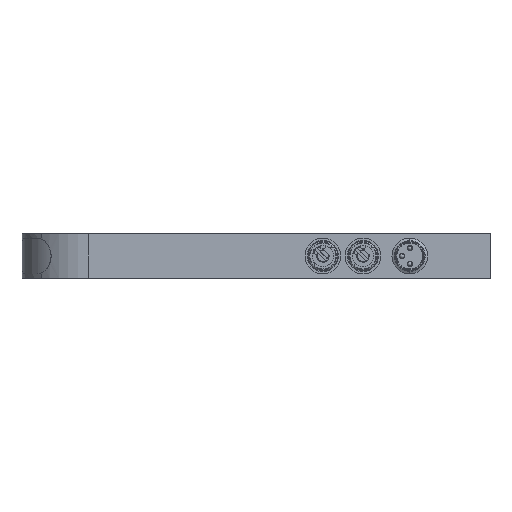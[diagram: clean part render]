
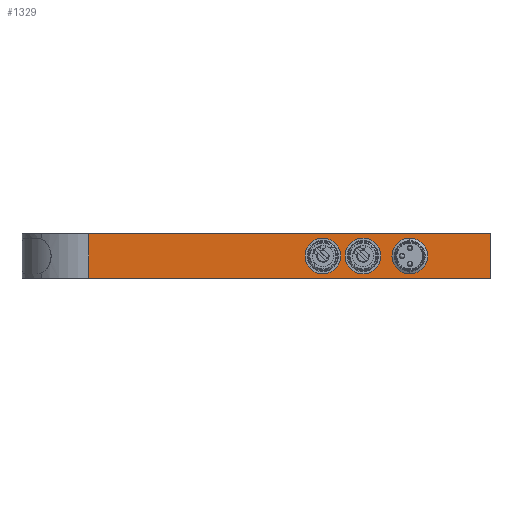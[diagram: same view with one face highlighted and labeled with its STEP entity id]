
A CAD part, front view. The second image highlights one B-rep face of the part: STEP entity #1329.
In plain terms, the highlighted planar face has unit normal (0, -1, 0).
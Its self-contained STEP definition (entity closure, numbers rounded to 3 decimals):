
#1329=ADVANCED_FACE('',(#3516,#3517,#3518,#3519),#3520,.F.);
#3516=FACE_BOUND('',#7157,.T.);
#3517=FACE_BOUND('',#7158,.T.);
#3518=FACE_OUTER_BOUND('',#7159,.T.);
#3519=FACE_BOUND('',#7160,.T.);
#3520=PLANE('',#7161);
#7157=EDGE_LOOP('',(#13811,#13812));
#7158=EDGE_LOOP('',(#13813,#13814));
#7159=EDGE_LOOP('',(#13815,#13816,#13817,#13818));
#7160=EDGE_LOOP('',(#13819,#13820));
#7161=AXIS2_PLACEMENT_3D('',#13821,#13822,#13823);
#13811=ORIENTED_EDGE('',*,*,#17705,.T.);
#13812=ORIENTED_EDGE('',*,*,#17706,.T.);
#13813=ORIENTED_EDGE('',*,*,#17707,.T.);
#13814=ORIENTED_EDGE('',*,*,#17708,.T.);
#13815=ORIENTED_EDGE('',*,*,#17453,.T.);
#13816=ORIENTED_EDGE('',*,*,#17709,.F.);
#13817=ORIENTED_EDGE('',*,*,#17710,.F.);
#13818=ORIENTED_EDGE('',*,*,#17711,.F.);
#13819=ORIENTED_EDGE('',*,*,#17712,.F.);
#13820=ORIENTED_EDGE('',*,*,#17713,.F.);
#13821=CARTESIAN_POINT('',(52.5,0.,5.0));
#13822=DIRECTION('',(-0.0,1.0,0.0));
#13823=DIRECTION('',(1.0,0.0,0.0));
#17453=EDGE_CURVE('',#18590,#18588,#18591,.T.);
#17705=EDGE_CURVE('',#18983,#18984,#18985,.T.);
#17706=EDGE_CURVE('',#18984,#18983,#18986,.T.);
#17707=EDGE_CURVE('',#18987,#18988,#18989,.T.);
#17708=EDGE_CURVE('',#18988,#18987,#18990,.T.);
#17709=EDGE_CURVE('',#18991,#18588,#18992,.T.);
#17710=EDGE_CURVE('',#18993,#18991,#18994,.T.);
#17711=EDGE_CURVE('',#18590,#18993,#18995,.T.);
#17712=EDGE_CURVE('',#18996,#18997,#18998,.T.);
#17713=EDGE_CURVE('',#18997,#18996,#18999,.T.);
#18588=VERTEX_POINT('',#20096);
#18590=VERTEX_POINT('',#20098);
#18591=LINE('',#20099,#20100);
#18983=VERTEX_POINT('',#21051);
#18984=VERTEX_POINT('',#21052);
#18985=CIRCLE('',#21053,4.0);
#18986=CIRCLE('',#21054,4.0);
#18987=VERTEX_POINT('',#21055);
#18988=VERTEX_POINT('',#21056);
#18989=CIRCLE('',#21057,4.0);
#18990=CIRCLE('',#21058,4.0);
#18991=VERTEX_POINT('',#21059);
#18992=LINE('',#21060,#21061);
#18993=VERTEX_POINT('',#21062);
#18994=LINE('',#21063,#21064);
#18995=LINE('',#21065,#21066);
#18996=VERTEX_POINT('',#21067);
#18997=VERTEX_POINT('',#21068);
#18998=CIRCLE('',#21069,3.25);
#18999=CIRCLE('',#21070,3.25);
#20096=CARTESIAN_POINT('',(15.0,0.,0.));
#20098=CARTESIAN_POINT('',(15.0,0.,10.0));
#20099=CARTESIAN_POINT('',(15.0,0.,5.0));
#20100=VECTOR('',#23058,1.0);
#21051=CARTESIAN_POINT('',(63.5,0.,5.0));
#21052=CARTESIAN_POINT('',(71.5,0.,5.0));
#21053=AXIS2_PLACEMENT_3D('',#23385,#23386,#23387);
#21054=AXIS2_PLACEMENT_3D('',#23388,#23389,#23390);
#21055=CARTESIAN_POINT('',(72.5,0.,5.0));
#21056=CARTESIAN_POINT('',(80.5,0.,5.0));
#21057=AXIS2_PLACEMENT_3D('',#23391,#23392,#23393);
#21058=AXIS2_PLACEMENT_3D('',#23394,#23395,#23396);
#21059=CARTESIAN_POINT('',(105.0,0.,0.));
#21060=CARTESIAN_POINT('',(52.5,0.,0.));
#21061=VECTOR('',#23397,1.);
#21062=CARTESIAN_POINT('',(105.0,0.,10.0));
#21063=CARTESIAN_POINT('',(105.0,0.,5.0));
#21064=VECTOR('',#23398,1.0);
#21065=CARTESIAN_POINT('',(52.5,0.,10.0));
#21066=VECTOR('',#23399,1.);
#21067=CARTESIAN_POINT('',(87.0,0.,8.25));
#21068=CARTESIAN_POINT('',(87.0,0.,1.75));
#21069=AXIS2_PLACEMENT_3D('',#23400,#23401,#23402);
#21070=AXIS2_PLACEMENT_3D('',#23403,#23404,#23405);
#23058=DIRECTION('',(0.0,0.0,-1.0));
#23385=CARTESIAN_POINT('',(67.5,0.,5.0));
#23386=DIRECTION('',(-0.0,1.0,0.0));
#23387=DIRECTION('',(1.0,0.0,0.0));
#23388=CARTESIAN_POINT('',(67.5,0.,5.0));
#23389=DIRECTION('',(-0.0,1.0,0.0));
#23390=DIRECTION('',(1.0,0.0,0.0));
#23391=CARTESIAN_POINT('',(76.5,0.,5.0));
#23392=DIRECTION('',(-0.0,1.0,0.0));
#23393=DIRECTION('',(1.0,0.0,0.0));
#23394=CARTESIAN_POINT('',(76.5,0.,5.0));
#23395=DIRECTION('',(-0.0,1.0,0.0));
#23396=DIRECTION('',(1.0,0.0,0.0));
#23397=DIRECTION('',(-1.0,0.0,0.0));
#23398=DIRECTION('',(0.0,0.0,-1.0));
#23399=DIRECTION('',(1.0,0.0,0.0));
#23400=CARTESIAN_POINT('',(87.0,0.,5.0));
#23401=DIRECTION('',(0.0,-1.0,0.0));
#23402=DIRECTION('',(0.0,0.0,-1.0));
#23403=CARTESIAN_POINT('',(87.0,0.,5.0));
#23404=DIRECTION('',(0.0,-1.0,0.0));
#23405=DIRECTION('',(0.0,0.0,-1.0));
